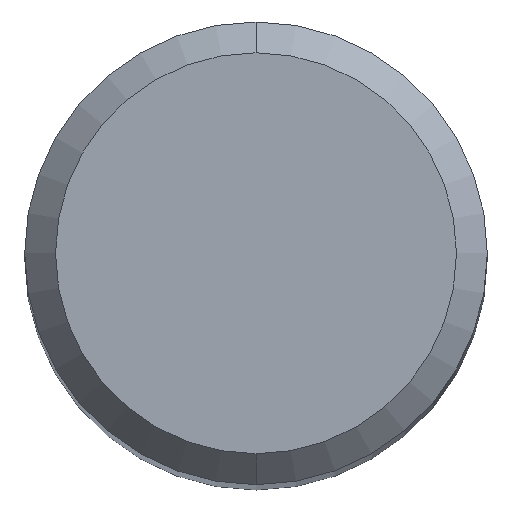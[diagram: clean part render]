
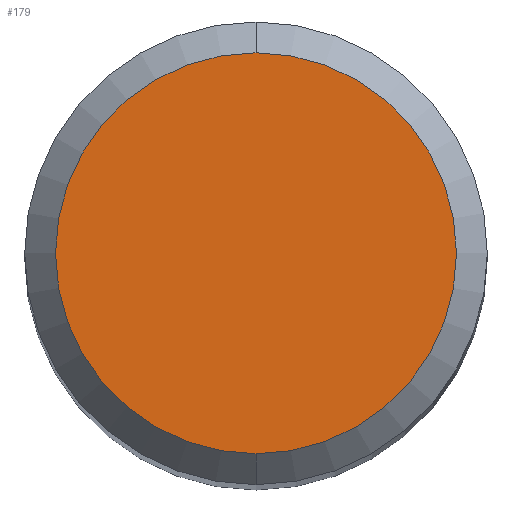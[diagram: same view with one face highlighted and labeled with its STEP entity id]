
A CAD part, top view. The second image highlights one B-rep face of the part: STEP entity #179.
In plain terms, the highlighted planar face has unit normal (0, 0, 1).
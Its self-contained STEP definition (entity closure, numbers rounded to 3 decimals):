
#179=ADVANCED_FACE('',(#487),#488,.T.);
#213=VERTEX_POINT('',#525);
#307=VERTEX_POINT('',#627);
#333=EDGE_CURVE('',#307,#213,#656,.T.);
#375=EDGE_CURVE('',#213,#307,#704,.T.);
#487=FACE_OUTER_BOUND('',#816,.T.);
#488=PLANE('',#817);
#525=CARTESIAN_POINT('',(0.,-2.6,0.0));
#627=CARTESIAN_POINT('',(0.0,2.6,0.0));
#656=CIRCLE('',#1178,2.6);
#704=CIRCLE('',#1279,2.6);
#816=EDGE_LOOP('',(#1455,#1456));
#817=AXIS2_PLACEMENT_3D('',#1457,#1458,#1459);
#1178=AXIS2_PLACEMENT_3D('',#1622,#1623,#1624);
#1279=AXIS2_PLACEMENT_3D('',#1685,#1686,#1687);
#1455=ORIENTED_EDGE('',*,*,#333,.F.);
#1456=ORIENTED_EDGE('',*,*,#375,.F.);
#1457=CARTESIAN_POINT('',(0.0,1.3,0.0));
#1458=DIRECTION('',(-0.0,0.0,1.0));
#1459=DIRECTION('',(0.0,-1.0,0.0));
#1622=CARTESIAN_POINT('',(0.0,0.0,0.0));
#1623=DIRECTION('',(0.0,0.0,-1.0));
#1624=DIRECTION('',(0.0,1.0,0.0));
#1685=CARTESIAN_POINT('',(0.0,0.0,0.0));
#1686=DIRECTION('',(0.0,0.0,-1.0));
#1687=DIRECTION('',(0.0,1.0,0.0));
